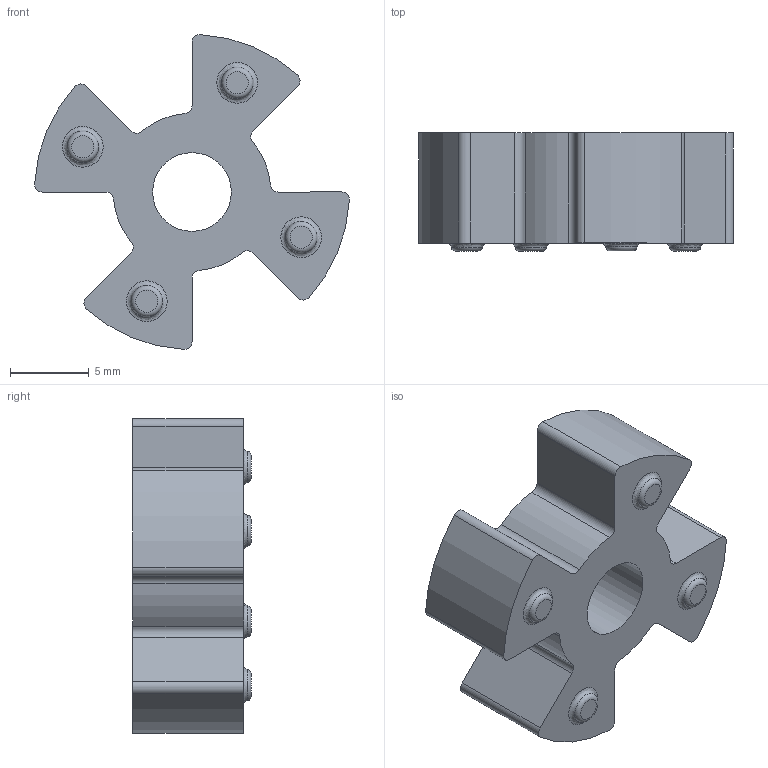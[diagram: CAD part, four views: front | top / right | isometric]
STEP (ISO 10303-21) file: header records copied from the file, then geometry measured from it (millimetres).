
FILE_DESCRIPTION(/* description */ (''),/* implementation_level */ '2;1');
FILE_NAME(/* name */ 'Elastični umetak MRP-02-02.stp',/* time_stamp */ '2022-09-18T22:31:45+02:00',/* author */ ('Luka'),/* organization */ (''),/* preprocessor_version */ 'ST-DEVELOPER v18',/* originating_system */ 'Autodesk Inventor 2020',/* authorisation */ '');
FILE_SCHEMA (('AUTOMOTIVE_DESIGN { 1 0 10303 214 3 1 1 }'));
Length unit declared in the file: millimetre
Products named in the file (1): Kriz
Bounding box: 19.97 x 7.5 x 19.97 mm (x, y, z)
Volume: 1242.6 mm3; surface area: 1055.8 mm2
Topology: 1 solids, 1 shells, 47 faces, 127 edges, 86 vertices
Faces by surface type: cylinder 25, plane 14, bspline 4, torus 4
Full cylindrical faces by diameter (mm): 5 x1
Entity records: 1837 total; most frequent: CARTESIAN_POINT 569, DIRECTION 269, ORIENTED_EDGE 254, EDGE_CURVE 127, AXIS2_PLACEMENT_3D 110, VERTEX_POINT 86, CIRCLE 66, EDGE_LOOP 53
